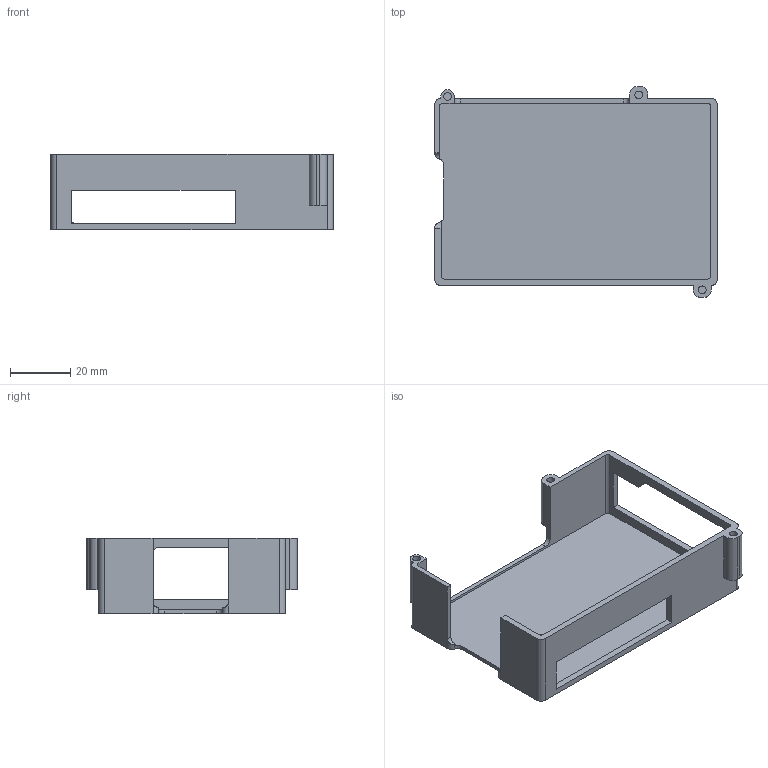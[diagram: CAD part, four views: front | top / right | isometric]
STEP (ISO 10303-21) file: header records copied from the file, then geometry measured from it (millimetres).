
FILE_DESCRIPTION(/* description */ (''),/* implementation_level */ '2;1');
FILE_NAME(/* name */ 'Raspberry Pi 4 bottom case.step',/* time_stamp */ '2023-11-23T21:22:58-05:00',/* author */ (''),/* organization */ (''),/* preprocessor_version */ 'ST-DEVELOPER v20',/* originating_system */ 'Autodesk Translation Framework v12.14.0.127',/* authorisation */ '');
FILE_SCHEMA (('AUTOMOTIVE_DESIGN { 1 0 10303 214 3 1 1 }'));
Length unit declared in the file: millimetre
Products named in the file (1): Raspberry Pi 4 bottom case
Bounding box: 93.5 x 69.8 x 25 mm (x, y, z)
Volume: 15476.3 mm3; surface area: 20644.5 mm2
Topology: 1 solids, 1 shells, 68 faces, 186 edges, 123 vertices
Faces by surface type: plane 43, cylinder 25
Full cylindrical faces by diameter (mm): 2.6 x3
Entity records: 2211 total; most frequent: CARTESIAN_POINT 414, ORIENTED_EDGE 372, DIRECTION 367, EDGE_CURVE 186, LINE 135, VECTOR 135, VERTEX_POINT 123, AXIS2_PLACEMENT_3D 116
